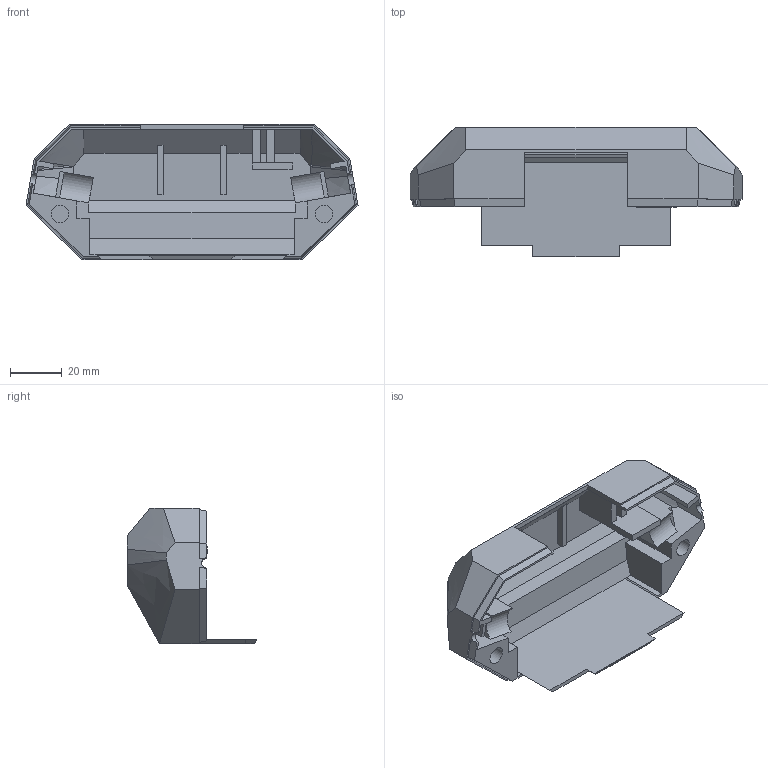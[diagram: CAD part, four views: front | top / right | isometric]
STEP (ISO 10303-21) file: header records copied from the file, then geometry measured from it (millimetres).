
FILE_DESCRIPTION(('STEP AP203'), '1');
FILE_NAME('ﾊ魵1', '2025-05-03T19:23:11', ('magom'), (''), 'C3D Converter', 'C3D Toolkit', '');
FILE_SCHEMA(('CONFIG_CONTROL_DESIGN'));
Length unit declared in the file: millimetre
Products named in the file (1): Кузов1
Bounding box: 128.21 x 49.98 x 52.46 mm (x, y, z)
Volume: 43705.6 mm3; surface area: 30878.1 mm2
Topology: 2 solids, 2 shells, 142 faces, 421 edges, 311 vertices
Faces by surface type: plane 122, bspline 14, cylinder 6
Full cylindrical faces by diameter (mm): 6.8 x2
Entity records: 6062 total; most frequent: CARTESIAN_POINT 2366, ORIENTED_EDGE 786, DIRECTION 610, EDGE_CURVE 393, LINE 328, VECTOR 328, VERTEX_POINT 259, EDGE_LOOP 146
